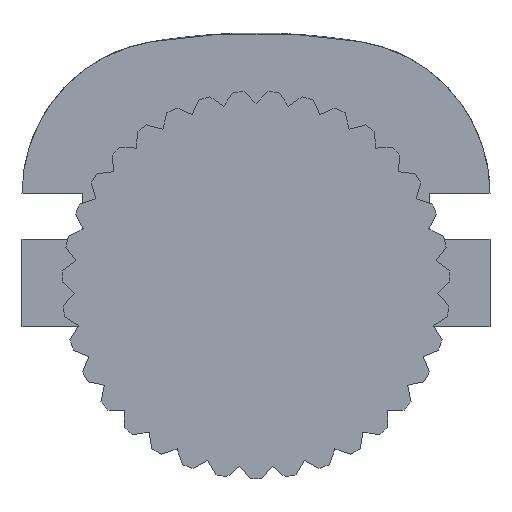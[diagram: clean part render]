
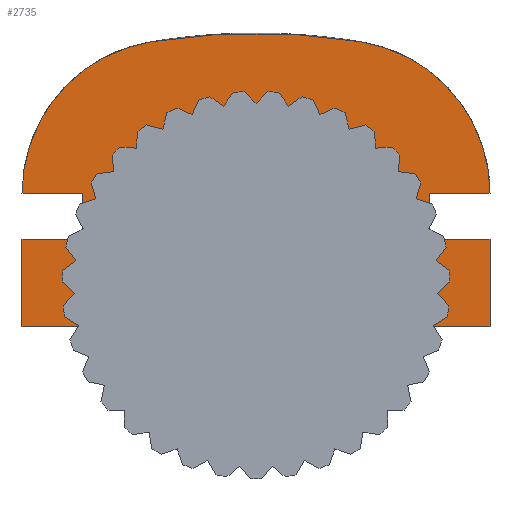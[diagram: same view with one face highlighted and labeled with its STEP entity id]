
A CAD part, front view. The second image highlights one B-rep face of the part: STEP entity #2735.
In plain terms, the highlighted planar face has unit normal (0, -1, 0).
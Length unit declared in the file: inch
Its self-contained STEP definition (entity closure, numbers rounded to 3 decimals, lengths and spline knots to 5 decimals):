
#32=PLANE('',#2969);
#167=FACE_OUTER_BOUND('',#310,.T.);
#310=EDGE_LOOP('',(#1991,#1992,#1993,#1994,#1995,#1996,#1997,#1998,#1999,
#2000,#2001,#2002,#2003,#2004,#2005,#2006,#2007,#2008,#2009,#2010));
#495=LINE('',#4205,#820);
#501=LINE('',#4219,#826);
#502=LINE('',#4222,#827);
#503=LINE('',#4224,#828);
#504=LINE('',#4226,#829);
#505=LINE('',#4228,#830);
#506=LINE('',#4230,#831);
#507=LINE('',#4232,#832);
#508=LINE('',#4234,#833);
#509=LINE('',#4236,#834);
#510=LINE('',#4238,#835);
#511=LINE('',#4240,#836);
#512=LINE('',#4242,#837);
#513=LINE('',#4243,#838);
#514=LINE('',#4251,#839);
#515=LINE('',#4253,#840);
#516=LINE('',#4254,#841);
#820=VECTOR('',#3383,39.37008);
#826=VECTOR('',#3393,39.37008);
#827=VECTOR('',#3396,39.37008);
#828=VECTOR('',#3397,39.37008);
#829=VECTOR('',#3398,39.37008);
#830=VECTOR('',#3399,39.37008);
#831=VECTOR('',#3400,39.37008);
#832=VECTOR('',#3401,39.37008);
#833=VECTOR('',#3402,39.37008);
#834=VECTOR('',#3403,39.37008);
#835=VECTOR('',#3404,39.37008);
#836=VECTOR('',#3405,39.37008);
#837=VECTOR('',#3406,39.37008);
#838=VECTOR('',#3407,39.37008);
#839=VECTOR('',#3414,39.37008);
#840=VECTOR('',#3415,39.37008);
#841=VECTOR('',#3416,39.37008);
#1136=CIRCLE('',#2970,0.23003);
#1137=CIRCLE('',#2971,0.95661);
#1138=CIRCLE('',#2972,0.23003);
#1292=VERTEX_POINT('',#4202);
#1293=VERTEX_POINT('',#4204);
#1297=VERTEX_POINT('',#4213);
#1299=VERTEX_POINT('',#4217);
#1300=VERTEX_POINT('',#4221);
#1301=VERTEX_POINT('',#4223);
#1302=VERTEX_POINT('',#4225);
#1303=VERTEX_POINT('',#4227);
#1304=VERTEX_POINT('',#4229);
#1305=VERTEX_POINT('',#4231);
#1306=VERTEX_POINT('',#4233);
#1307=VERTEX_POINT('',#4235);
#1308=VERTEX_POINT('',#4237);
#1309=VERTEX_POINT('',#4239);
#1310=VERTEX_POINT('',#4241);
#1311=VERTEX_POINT('',#4244);
#1312=VERTEX_POINT('',#4246);
#1313=VERTEX_POINT('',#4248);
#1314=VERTEX_POINT('',#4250);
#1315=VERTEX_POINT('',#4252);
#1568=EDGE_CURVE('',#1293,#1292,#495,.T.);
#1575=EDGE_CURVE('',#1297,#1299,#501,.T.);
#1576=EDGE_CURVE('',#1299,#1300,#502,.T.);
#1577=EDGE_CURVE('',#1300,#1301,#503,.T.);
#1578=EDGE_CURVE('',#1301,#1302,#504,.T.);
#1579=EDGE_CURVE('',#1302,#1303,#505,.T.);
#1580=EDGE_CURVE('',#1303,#1304,#506,.T.);
#1581=EDGE_CURVE('',#1304,#1305,#507,.T.);
#1582=EDGE_CURVE('',#1305,#1306,#508,.T.);
#1583=EDGE_CURVE('',#1306,#1307,#509,.T.);
#1584=EDGE_CURVE('',#1307,#1308,#510,.T.);
#1585=EDGE_CURVE('',#1309,#1308,#511,.T.);
#1586=EDGE_CURVE('',#1310,#1309,#512,.T.);
#1587=EDGE_CURVE('',#1293,#1310,#513,.T.);
#1588=EDGE_CURVE('',#1311,#1292,#1136,.T.);
#1589=EDGE_CURVE('',#1312,#1311,#1137,.T.);
#1590=EDGE_CURVE('',#1313,#1312,#1138,.T.);
#1591=EDGE_CURVE('',#1313,#1314,#514,.T.);
#1592=EDGE_CURVE('',#1314,#1315,#515,.T.);
#1593=EDGE_CURVE('',#1297,#1315,#516,.T.);
#1991=ORIENTED_EDGE('',*,*,#1576,.T.);
#1992=ORIENTED_EDGE('',*,*,#1577,.T.);
#1993=ORIENTED_EDGE('',*,*,#1578,.T.);
#1994=ORIENTED_EDGE('',*,*,#1579,.T.);
#1995=ORIENTED_EDGE('',*,*,#1580,.T.);
#1996=ORIENTED_EDGE('',*,*,#1581,.T.);
#1997=ORIENTED_EDGE('',*,*,#1582,.T.);
#1998=ORIENTED_EDGE('',*,*,#1583,.T.);
#1999=ORIENTED_EDGE('',*,*,#1584,.T.);
#2000=ORIENTED_EDGE('',*,*,#1585,.F.);
#2001=ORIENTED_EDGE('',*,*,#1586,.F.);
#2002=ORIENTED_EDGE('',*,*,#1587,.F.);
#2003=ORIENTED_EDGE('',*,*,#1568,.T.);
#2004=ORIENTED_EDGE('',*,*,#1588,.F.);
#2005=ORIENTED_EDGE('',*,*,#1589,.F.);
#2006=ORIENTED_EDGE('',*,*,#1590,.F.);
#2007=ORIENTED_EDGE('',*,*,#1591,.T.);
#2008=ORIENTED_EDGE('',*,*,#1592,.T.);
#2009=ORIENTED_EDGE('',*,*,#1593,.F.);
#2010=ORIENTED_EDGE('',*,*,#1575,.T.);
#2735=ADVANCED_FACE('',(#167),#32,.F.);
#2969=AXIS2_PLACEMENT_3D('',#4220,#3394,#3395);
#2970=AXIS2_PLACEMENT_3D('',#4245,#3408,#3409);
#2971=AXIS2_PLACEMENT_3D('',#4247,#3410,#3411);
#2972=AXIS2_PLACEMENT_3D('',#4249,#3412,#3413);
#3383=DIRECTION('',(1.,0.,0.));
#3393=DIRECTION('',(0.,0.,-1.));
#3394=DIRECTION('center_axis',(0.,1.,0.));
#3395=DIRECTION('ref_axis',(0.,0.,1.));
#3396=DIRECTION('',(1.,0.,0.));
#3397=DIRECTION('',(0.,0.,1.));
#3398=DIRECTION('',(1.,0.,0.));
#3399=DIRECTION('',(0.,0.,1.));
#3400=DIRECTION('',(1.,0.,0.));
#3401=DIRECTION('',(0.,0.,-1.));
#3402=DIRECTION('',(1.,0.,0.));
#3403=DIRECTION('',(0.,0.,-1.));
#3404=DIRECTION('',(1.,0.,0.));
#3405=DIRECTION('',(0.,0.,-1.));
#3406=DIRECTION('',(1.,0.,0.));
#3407=DIRECTION('',(0.,0.,-1.));
#3408=DIRECTION('center_axis',(0.,1.,0.));
#3409=DIRECTION('ref_axis',(0.,0.,-1.));
#3410=DIRECTION('center_axis',(0.,1.,0.));
#3411=DIRECTION('ref_axis',(0.,0.,-1.));
#3412=DIRECTION('center_axis',(0.,1.,0.));
#3413=DIRECTION('ref_axis',(0.,0.,1.));
#3414=DIRECTION('',(1.,0.,0.));
#3415=DIRECTION('',(0.,0.,-1.));
#3416=DIRECTION('',(1.,0.,0.));
#4202=CARTESIAN_POINT('',(0.35,-0.49,0.1995));
#4204=CARTESIAN_POINT('',(0.26,-0.49,0.1995));
#4205=CARTESIAN_POINT('',(-0.35,-0.49,0.1995));
#4213=CARTESIAN_POINT('',(-0.35,-0.49,0.131));
#4217=CARTESIAN_POINT('',(-0.35,-0.49,0.));
#4219=CARTESIAN_POINT('',(-0.35,-0.49,0.131));
#4220=CARTESIAN_POINT('Origin',(-0.35,-0.49,0.131));
#4221=CARTESIAN_POINT('',(-0.258,-0.49,0.));
#4222=CARTESIAN_POINT('',(-0.35,-0.49,0.));
#4223=CARTESIAN_POINT('',(-0.258,-0.49,0.063));
#4224=CARTESIAN_POINT('',(-0.258,-0.49,0.131));
#4225=CARTESIAN_POINT('',(-0.105,-0.49,0.063));
#4226=CARTESIAN_POINT('',(-0.35,-0.49,0.063));
#4227=CARTESIAN_POINT('',(-0.105,-0.49,0.165));
#4228=CARTESIAN_POINT('',(-0.105,-0.49,0.131));
#4229=CARTESIAN_POINT('',(0.105,-0.49,0.165));
#4230=CARTESIAN_POINT('',(-0.35,-0.49,0.165));
#4231=CARTESIAN_POINT('',(0.105,-0.49,0.063));
#4232=CARTESIAN_POINT('',(0.105,-0.49,0.131));
#4233=CARTESIAN_POINT('',(0.258,-0.49,0.063));
#4234=CARTESIAN_POINT('',(-0.35,-0.49,0.063));
#4235=CARTESIAN_POINT('',(0.258,-0.49,0.));
#4236=CARTESIAN_POINT('',(0.258,-0.49,0.131));
#4237=CARTESIAN_POINT('',(0.35,-0.49,0.));
#4238=CARTESIAN_POINT('',(-0.35,-0.49,0.));
#4239=CARTESIAN_POINT('',(0.35,-0.49,0.131));
#4240=CARTESIAN_POINT('',(0.35,-0.49,0.131));
#4241=CARTESIAN_POINT('',(0.26,-0.49,0.131));
#4242=CARTESIAN_POINT('',(-0.35,-0.49,0.131));
#4243=CARTESIAN_POINT('',(0.26,-0.49,0.1995));
#4244=CARTESIAN_POINT('',(0.15796,-0.49,0.42637));
#4245=CARTESIAN_POINT('Origin',(0.11997,-0.49,0.1995));
#4246=CARTESIAN_POINT('',(-0.15796,-0.49,0.42637));
#4247=CARTESIAN_POINT('Origin',(0.,-0.49,-0.51711));
#4248=CARTESIAN_POINT('',(-0.35,-0.49,0.1995));
#4249=CARTESIAN_POINT('Origin',(-0.11997,-0.49,0.1995));
#4250=CARTESIAN_POINT('',(-0.26,-0.49,0.1995));
#4251=CARTESIAN_POINT('',(-0.35,-0.49,0.1995));
#4252=CARTESIAN_POINT('',(-0.26,-0.49,0.131));
#4253=CARTESIAN_POINT('',(-0.26,-0.49,0.1995));
#4254=CARTESIAN_POINT('',(-0.35,-0.49,0.131));
